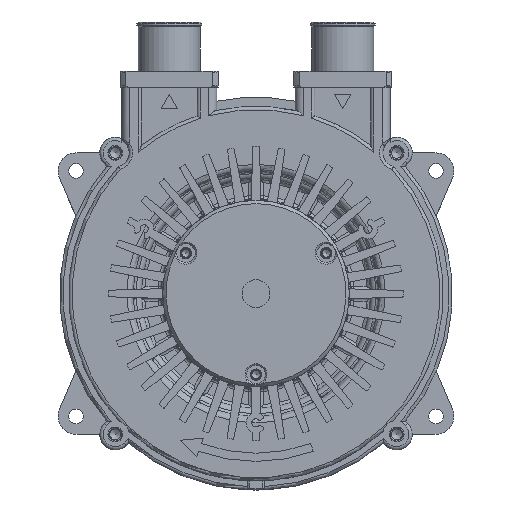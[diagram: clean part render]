
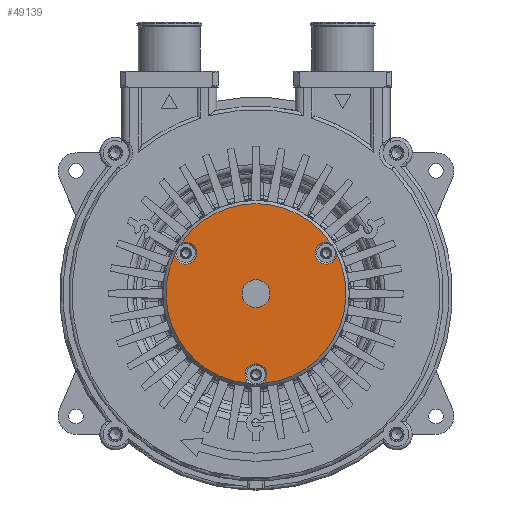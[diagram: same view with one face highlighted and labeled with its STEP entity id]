
A CAD part, front view. The second image highlights one B-rep face of the part: STEP entity #49139.
In plain terms, the highlighted face is planar.
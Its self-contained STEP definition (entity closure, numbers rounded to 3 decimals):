
#279 = DIRECTION ( 'NONE',  ( 0., 0., -1. ) ) ;
#852 = AXIS2_PLACEMENT_3D ( 'NONE', #31994, #8831, #54905 ) ;
#2438 = VERTEX_POINT ( 'NONE', #57122 ) ;
#3001 = CIRCLE ( 'NONE', #32944, 27.5 ) ;
#3407 = ORIENTED_EDGE ( 'NONE', *, *, #47632, .T. ) ;
#3419 = FACE_OUTER_BOUND ( 'NONE', #28782, .T. ) ;
#4346 = DIRECTION ( 'NONE',  ( 0., 0., -1. ) ) ;
#7641 = VERTEX_POINT ( 'NONE', #67883 ) ;
#7813 = DIRECTION ( 'NONE',  ( 1., 0., 0. ) ) ;
#8831 = DIRECTION ( 'NONE',  ( 0., 0., 1. ) ) ;
#9161 = CIRCLE ( 'NONE', #25573, 3.35 ) ;
#10895 = EDGE_CURVE ( 'NONE', #2438, #23870, #44055, .T. ) ;
#15563 = CARTESIAN_POINT ( 'NONE',  ( 27.426, 2.015, -9. ) ) ;
#16169 = EDGE_LOOP ( 'NONE', ( #27232 ) ) ;
#18581 = VERTEX_POINT ( 'NONE', #15563 ) ;
#20272 = DIRECTION ( 'NONE',  ( 0., 0., 1. ) ) ;
#20970 = CARTESIAN_POINT ( 'NONE',  ( 0., 0., -9. ) ) ;
#22330 = VERTEX_POINT ( 'NONE', #29212 ) ;
#23870 = VERTEX_POINT ( 'NONE', #47419 ) ;
#25366 = CARTESIAN_POINT ( 'NONE',  ( 0., 0., -9. ) ) ;
#25573 = AXIS2_PLACEMENT_3D ( 'NONE', #72304, #37502, #25778 ) ;
#25778 = DIRECTION ( 'NONE',  ( 1., 0., 0. ) ) ;
#26114 = CARTESIAN_POINT ( 'NONE',  ( 0., 4.25, -9. ) ) ;
#27232 = ORIENTED_EDGE ( 'NONE', *, *, #39909, .T. ) ;
#27977 = AXIS2_PLACEMENT_3D ( 'NONE', #26114, #20272, #42917 ) ;
#28782 = EDGE_LOOP ( 'NONE', ( #61336, #56385, #75393, #67959, #3407, #37916 ) ) ;
#29212 = CARTESIAN_POINT ( 'NONE',  ( -11.968, 24.759, -9. ) ) ;
#30523 = EDGE_CURVE ( 'NONE', #68062, #22330, #9161, .T. ) ;
#31994 = CARTESIAN_POINT ( 'NONE',  ( -12.375, -21.434, -9. ) ) ;
#32248 = EDGE_CURVE ( 'NONE', #23870, #68062, #37216, .T. ) ;
#32944 = AXIS2_PLACEMENT_3D ( 'NONE', #25366, #60227, #7813 ) ;
#35698 = AXIS2_PLACEMENT_3D ( 'NONE', #54668, #43453, #72449 ) ;
#36761 = AXIS2_PLACEMENT_3D ( 'NONE', #20970, #50516, #73379 ) ;
#37216 = CIRCLE ( 'NONE', #72362, 27.5 ) ;
#37502 = DIRECTION ( 'NONE',  ( 0., 0., 1. ) ) ;
#37916 = ORIENTED_EDGE ( 'NONE', *, *, #10895, .T. ) ;
#39909 = EDGE_CURVE ( 'NONE', #7641, #7641, #58743, .T. ) ;
#40610 = AXIS2_PLACEMENT_3D ( 'NONE', #65134, #279, #65392 ) ;
#41437 = EDGE_CURVE ( 'NONE', #22330, #18581, #3001, .T. ) ;
#42917 = DIRECTION ( 'NONE',  ( 1., 0., 0. ) ) ;
#43453 = DIRECTION ( 'NONE',  ( 0., 0., 1. ) ) ;
#44055 = CIRCLE ( 'NONE', #852, 3.35 ) ;
#46924 = CIRCLE ( 'NONE', #35698, 3.35 ) ;
#47419 = CARTESIAN_POINT ( 'NONE',  ( -15.458, -22.744, -9. ) ) ;
#47632 = EDGE_CURVE ( 'NONE', #64699, #2438, #60945, .T. ) ;
#48080 = CARTESIAN_POINT ( 'NONE',  ( 27.426, -2.015, -9. ) ) ;
#49139 = ADVANCED_FACE ( 'NONE', ( #74474, #3419 ), #60219, .F. ) ;
#50516 = DIRECTION ( 'NONE',  ( 0., 0., 1. ) ) ;
#51758 = CARTESIAN_POINT ( 'NONE',  ( -15.458, 22.744, -9. ) ) ;
#54668 = CARTESIAN_POINT ( 'NONE',  ( 24.75, 0., -9. ) ) ;
#54905 = DIRECTION ( 'NONE',  ( 1., 0., 0. ) ) ;
#56385 = ORIENTED_EDGE ( 'NONE', *, *, #30523, .T. ) ;
#56498 = CARTESIAN_POINT ( 'NONE',  ( 0., 0., -9. ) ) ;
#57122 = CARTESIAN_POINT ( 'NONE',  ( -11.968, -24.759, -9. ) ) ;
#58743 = CIRCLE ( 'NONE', #36761, 4.25 ) ;
#60219 = PLANE ( 'NONE',  #27977 ) ;
#60227 = DIRECTION ( 'NONE',  ( 0., 0., -1. ) ) ;
#60945 = CIRCLE ( 'NONE', #40610, 27.5 ) ;
#61336 = ORIENTED_EDGE ( 'NONE', *, *, #32248, .T. ) ;
#62577 = DIRECTION ( 'NONE',  ( 1., 0., 0. ) ) ;
#64699 = VERTEX_POINT ( 'NONE', #48080 ) ;
#65134 = CARTESIAN_POINT ( 'NONE',  ( 0., 0., -9. ) ) ;
#65392 = DIRECTION ( 'NONE',  ( 1., 0., 0. ) ) ;
#67883 = CARTESIAN_POINT ( 'NONE',  ( 4.25, 0., -9. ) ) ;
#67959 = ORIENTED_EDGE ( 'NONE', *, *, #69156, .T. ) ;
#68062 = VERTEX_POINT ( 'NONE', #51758 ) ;
#69156 = EDGE_CURVE ( 'NONE', #18581, #64699, #46924, .T. ) ;
#72304 = CARTESIAN_POINT ( 'NONE',  ( -12.375, 21.434, -9. ) ) ;
#72362 = AXIS2_PLACEMENT_3D ( 'NONE', #56498, #4346, #62577 ) ;
#72449 = DIRECTION ( 'NONE',  ( 1., 0., 0. ) ) ;
#73379 = DIRECTION ( 'NONE',  ( 1., 0., 0. ) ) ;
#74474 = FACE_BOUND ( 'NONE', #16169, .T. ) ;
#75393 = ORIENTED_EDGE ( 'NONE', *, *, #41437, .T. ) ;
